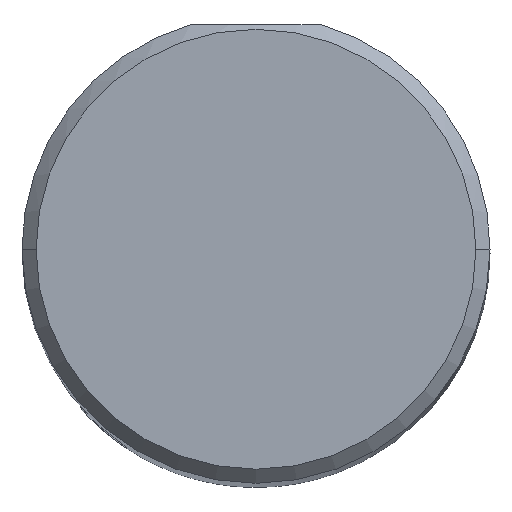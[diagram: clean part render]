
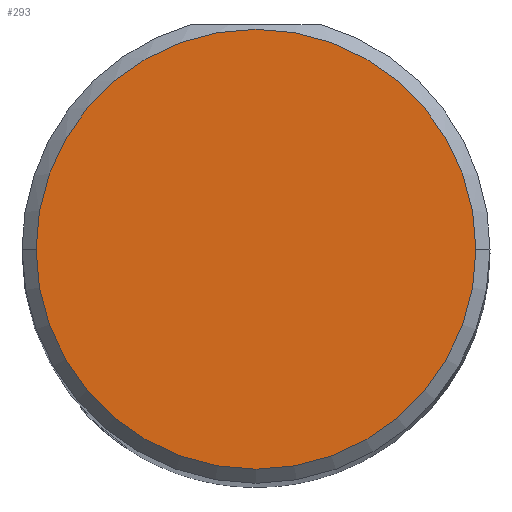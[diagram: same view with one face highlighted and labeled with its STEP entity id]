
A CAD part, top view. The second image highlights one B-rep face of the part: STEP entity #293.
In plain terms, the highlighted planar face has unit normal (0, 0, 1).
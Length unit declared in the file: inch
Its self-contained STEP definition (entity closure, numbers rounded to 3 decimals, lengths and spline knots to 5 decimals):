
#7 = CARTESIAN_POINT ( 'NONE',  ( 0.235, 0., 3. ) ) ;
#10 = CIRCLE ( 'NONE', #270, 0.235 ) ;
#39 = EDGE_LOOP ( 'NONE', ( #485, #604 ) ) ;
#49 = CARTESIAN_POINT ( 'NONE',  ( -0.235, 0., 3. ) ) ;
#107 = CARTESIAN_POINT ( 'NONE',  ( 0., 0., 3. ) ) ;
#163 = DIRECTION ( 'NONE',  ( 0., 0., 1. ) ) ;
#208 = DIRECTION ( 'NONE',  ( 0., 0., 1. ) ) ;
#238 = FACE_OUTER_BOUND ( 'NONE', #39, .T. ) ;
#270 = AXIS2_PLACEMENT_3D ( 'NONE', #712, #208, #541 ) ;
#271 = AXIS2_PLACEMENT_3D ( 'NONE', #467, #685, #682 ) ;
#293 = ADVANCED_FACE ( 'NONE', ( #238 ), #350, .T. ) ;
#350 = PLANE ( 'NONE',  #271 ) ;
#449 = AXIS2_PLACEMENT_3D ( 'NONE', #107, #163, #567 ) ;
#467 = CARTESIAN_POINT ( 'NONE',  ( 0., 0., 3. ) ) ;
#485 = ORIENTED_EDGE ( 'NONE', *, *, #705, .T. ) ;
#541 = DIRECTION ( 'NONE',  ( 1., 0., 0. ) ) ;
#558 = VERTEX_POINT ( 'NONE', #49 ) ;
#567 = DIRECTION ( 'NONE',  ( 1., 0., 0. ) ) ;
#592 = EDGE_CURVE ( 'NONE', #714, #558, #10, .T. ) ;
#604 = ORIENTED_EDGE ( 'NONE', *, *, #592, .T. ) ;
#682 = DIRECTION ( 'NONE',  ( 1., 0., 0. ) ) ;
#685 = DIRECTION ( 'NONE',  ( 0., 0., 1. ) ) ;
#692 = CIRCLE ( 'NONE', #449, 0.235 ) ;
#705 = EDGE_CURVE ( 'NONE', #558, #714, #692, .T. ) ;
#712 = CARTESIAN_POINT ( 'NONE',  ( 0., 0., 3. ) ) ;
#714 = VERTEX_POINT ( 'NONE', #7 ) ;
